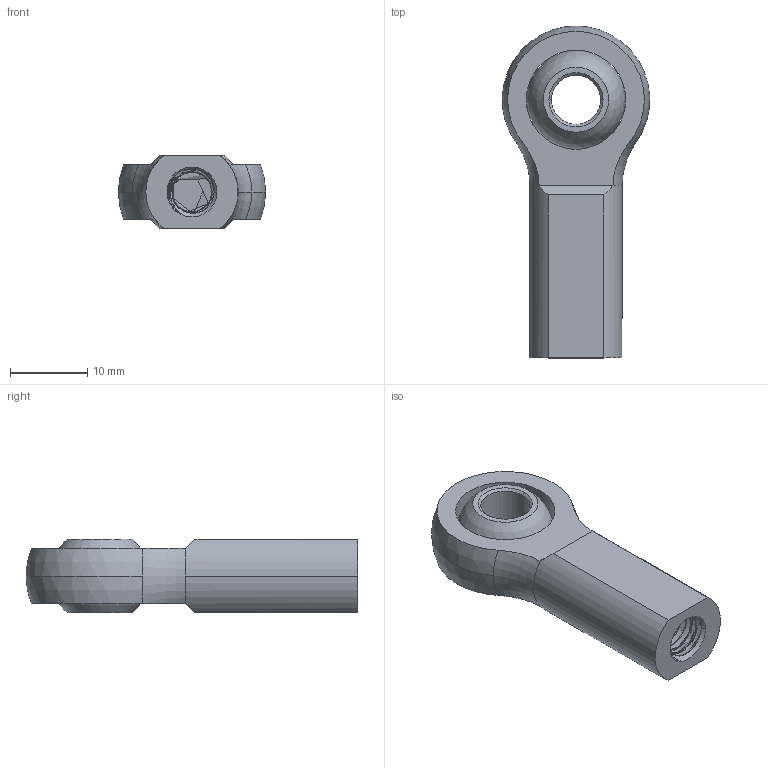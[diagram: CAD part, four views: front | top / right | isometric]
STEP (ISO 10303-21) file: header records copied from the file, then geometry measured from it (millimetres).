
FILE_DESCRIPTION (( 'STEP AP214' ), '1' );
FILE_NAME ('am-4185 14-28 RH Female Aluminum Rod End.STEP', '2019-12-02T21:31:10', ( '' ), ( '' ), 'SwSTEP 2.0', 'SolidWorks 2019', '' );
FILE_SCHEMA (( 'AUTOMOTIVE_DESIGN' ));
Length unit declared in the file: inch
Products named in the file (2): am-4185 14-28 RH Female Aluminum Rod End
Bounding box: 19.02 x 42.86 x 9.53 mm (x, y, z)
Volume: 3653.9 mm3; surface area: 3040.5 mm2
Topology: 2 solids, 2 shells, 74 faces, 201 edges, 133 vertices
Faces by surface type: cylinder 47, plane 10, cone 7, sphere 4, torus 3, bspline 3
Entity records: 5862 total; most frequent: CARTESIAN_POINT 4185, ORIENTED_EDGE 396, DIRECTION 283, EDGE_CURVE 198, VERTEX_POINT 131, AXIS2_PLACEMENT_3D 111, EDGE_LOOP 81, ADVANCED_FACE 74
